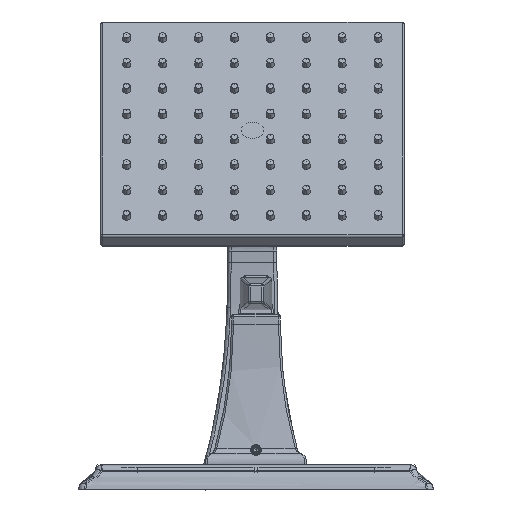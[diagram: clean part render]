
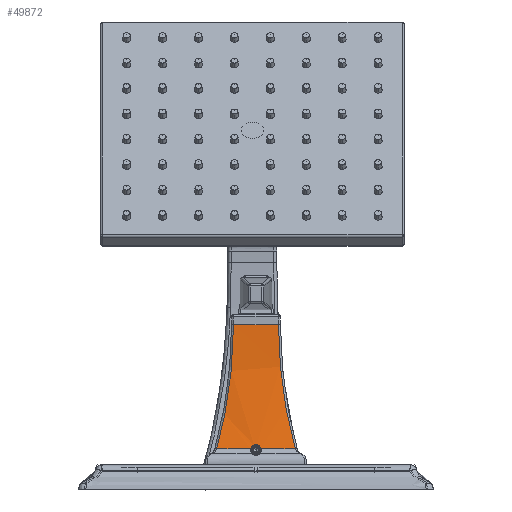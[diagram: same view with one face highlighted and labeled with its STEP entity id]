
A CAD part, front view. The second image highlights one B-rep face of the part: STEP entity #49872.
In plain terms, the highlighted cylindrical face has radius 234.424 mm (diameter 468.849 mm), a partial arc.
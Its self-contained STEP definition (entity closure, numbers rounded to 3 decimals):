
#46643=DIRECTION('',(0.,0.,-1.));
#46644=VECTOR('',#46643,16.979);
#46645=CARTESIAN_POINT('',(20.647,8.,19.683));
#46646=LINE('',#46645,#46644);
#46660=CARTESIAN_POINT('',(12.25,70.18,
-11.25));
#46661=CARTESIAN_POINT('',(12.25,64.874,
-11.25));
#46662=CARTESIAN_POINT('',(12.611,54.262,-11.613));
#46663=CARTESIAN_POINT('',(14.223,38.49,
-13.231));
#46664=CARTESIAN_POINT('',(16.87,23.001,
-15.889));
#46665=CARTESIAN_POINT('',(19.287,12.944,
-18.317));
#46666=CARTESIAN_POINT('',(20.647,8.,
-19.683));
#46668=CARTESIAN_POINT('',(20.647,8.,
-2.704));
#46669=CARTESIAN_POINT('',(20.637,8.036,
-2.698));
#46670=CARTESIAN_POINT('',(20.617,8.107,
-2.683));
#46671=CARTESIAN_POINT('',(20.588,8.213,
-2.657));
#46672=CARTESIAN_POINT('',(20.569,8.282,
-2.637));
#46673=CARTESIAN_POINT('',(20.56,8.317,
-2.626));
#46675=CARTESIAN_POINT('',(20.56,8.317,
-2.626));
#46676=CARTESIAN_POINT('',(20.509,8.504,
-2.514));
#46677=CARTESIAN_POINT('',(20.415,8.848,
-2.258));
#46678=CARTESIAN_POINT('',(20.299,9.279,
-1.778));
#46679=CARTESIAN_POINT('',(20.212,9.601,
-1.221));
#46680=CARTESIAN_POINT('',(20.16,9.796,
-0.618));
#46681=CARTESIAN_POINT('',(20.149,9.839,
-0.208));
#46682=CARTESIAN_POINT('',(20.149,9.839,0.));
#46684=CARTESIAN_POINT('',(20.149,9.839,0.));
#46685=CARTESIAN_POINT('',(20.149,9.839,
0.21));
#46686=CARTESIAN_POINT('',(20.161,9.795,
0.621));
#46687=CARTESIAN_POINT('',(20.212,9.602,1.219));
#46688=CARTESIAN_POINT('',(20.299,9.278,1.78));
#46689=CARTESIAN_POINT('',(20.415,8.847,2.259));
#46690=CARTESIAN_POINT('',(20.509,8.504,2.514));
#46691=CARTESIAN_POINT('',(20.56,8.317,2.626));
#46693=CARTESIAN_POINT('',(20.56,8.317,2.626));
#46694=CARTESIAN_POINT('',(20.569,8.282,2.637));
#46695=CARTESIAN_POINT('',(20.588,8.213,2.657));
#46696=CARTESIAN_POINT('',(20.617,8.107,2.683));
#46697=CARTESIAN_POINT('',(20.637,8.036,2.698));
#46698=CARTESIAN_POINT('',(20.647,8.,2.704));
#46700=CARTESIAN_POINT('',(20.647,8.,19.683));
#46701=CARTESIAN_POINT('',(20.559,8.321,19.593));
#46702=CARTESIAN_POINT('',(20.346,9.101,19.38));
#46703=CARTESIAN_POINT('',(19.968,10.511,19.));
#46704=CARTESIAN_POINT('',(19.407,12.688,18.437));
#46705=CARTESIAN_POINT('',(19.113,13.867,18.143));
#46706=CARTESIAN_POINT('',(18.698,15.563,17.727));
#46707=CARTESIAN_POINT('',(18.26,17.425,17.286));
#46708=CARTESIAN_POINT('',(17.773,19.579,16.796));
#46709=CARTESIAN_POINT('',(17.303,21.753,16.325));
#46710=CARTESIAN_POINT('',(16.795,24.218,15.815));
#46711=CARTESIAN_POINT('',(16.265,26.946,15.282));
#46712=CARTESIAN_POINT('',(15.72,29.951,14.734));
#46713=CARTESIAN_POINT('',(15.162,33.301,14.174));
#46714=CARTESIAN_POINT('',(14.644,36.67,13.654));
#46715=CARTESIAN_POINT('',(13.976,41.634,12.983));
#46716=CARTESIAN_POINT('',(13.458,46.287,12.463));
#46717=CARTESIAN_POINT('',(13.048,50.636,12.052));
#46718=CARTESIAN_POINT('',(12.667,55.932,11.669));
#46719=CARTESIAN_POINT('',(12.46,60.004,11.461));
#46720=CARTESIAN_POINT('',(12.312,64.273,11.312));
#46721=CARTESIAN_POINT('',(12.254,67.948,11.256));
#46722=CARTESIAN_POINT('',(12.25,69.552,11.246));
#46723=CARTESIAN_POINT('',(12.25,70.18,11.25));
#46725=DIRECTION('',(0.,0.,-1.));
#46726=VECTOR('',#46725,22.5);
#46727=CARTESIAN_POINT('',(12.25,70.18,11.25));
#46728=LINE('',#46727,#46726);
#46756=CARTESIAN_POINT('',(20.647,8.,
-19.683));
#46775=CARTESIAN_POINT('',(20.647,8.,
-2.704));
#46777=DIRECTION('',(0.,0.,-1.));
#46778=VECTOR('',#46777,16.979);
#46779=CARTESIAN_POINT('',(20.647,8.,
-2.704));
#46780=LINE('',#46779,#46778);
#48723=CARTESIAN_POINT('',(12.25,70.18,11.25));
#48724=VERTEX_POINT('',#48723);
#48725=VERTEX_POINT('',#46700);
#48734=CARTESIAN_POINT('',(12.25,70.18,
-11.25));
#48735=VERTEX_POINT('',#48734);
#48766=VERTEX_POINT('',#46756);
#48770=VERTEX_POINT('',#46775);
#48771=CARTESIAN_POINT('',(20.647,8.,2.704));
#48772=VERTEX_POINT('',#48771);
#48774=VERTEX_POINT('',#46673);
#48775=VERTEX_POINT('',#46682);
#48776=VERTEX_POINT('',#46691);
#49850=CARTESIAN_POINT('',(246.674,70.18,
-14.217));
#49851=DIRECTION('',(0.,0.,1.));
#49852=DIRECTION('',(-1.,0.,0.));
#49853=AXIS2_PLACEMENT_3D('',#49850,#49851,#49852);
#49854=CYLINDRICAL_SURFACE('',#49853,234.424);
#49856=ORIENTED_EDGE('',*,*,#49855,.T.);
#49858=ORIENTED_EDGE('',*,*,#49857,.F.);
#49860=ORIENTED_EDGE('',*,*,#49859,.T.);
#49862=ORIENTED_EDGE('',*,*,#49861,.T.);
#49864=ORIENTED_EDGE('',*,*,#49863,.T.);
#49866=ORIENTED_EDGE('',*,*,#49865,.T.);
#49867=ORIENTED_EDGE('',*,*,#49841,.F.);
#49868=ORIENTED_EDGE('',*,*,#49371,.T.);
#49869=ORIENTED_EDGE('',*,*,#49430,.T.);
#49870=EDGE_LOOP('',(#49856,#49858,#49860,#49862,#49864,#49866,#49867,#49868,
#49869));
#49871=FACE_OUTER_BOUND('',#49870,.F.);
#49872=ADVANCED_FACE('',(#49871),#49854,.F.);
#46667=B_SPLINE_CURVE_WITH_KNOTS('',3,(#46660,#46661,#46662,#46663,#46664,
#46665,#46666),.UNSPECIFIED.,.F.,.F.,(4,1,1,1,4),(0.,0.25,0.5,0.75,
1.),.UNSPECIFIED.);
#46674=B_SPLINE_CURVE_WITH_KNOTS('',3,(#46668,#46669,#46670,#46671,#46672,
#46673),.UNSPECIFIED.,.F.,.F.,(4,1,1,4),(0.,0.333,
0.667,1.),.UNSPECIFIED.);
#46683=B_SPLINE_CURVE_WITH_KNOTS('',3,(#46675,#46676,#46677,#46678,#46679,
#46680,#46681,#46682),.UNSPECIFIED.,.F.,.F.,(4,1,1,1,1,4),(0.,0.2,0.4,
0.6,0.8,1.),.UNSPECIFIED.);
#46692=B_SPLINE_CURVE_WITH_KNOTS('',3,(#46684,#46685,#46686,#46687,#46688,
#46689,#46690,#46691),.UNSPECIFIED.,.F.,.F.,(4,1,1,1,1,4),(0.,0.2,0.4,
0.6,0.8,1.),.UNSPECIFIED.);
#46699=B_SPLINE_CURVE_WITH_KNOTS('',3,(#46693,#46694,#46695,#46696,#46697,
#46698),.UNSPECIFIED.,.F.,.F.,(4,1,1,4),(0.,0.333,
0.667,1.),.UNSPECIFIED.);
#46724=B_SPLINE_CURVE_WITH_KNOTS('',3,(#46700,#46701,#46702,#46703,#46704,
#46705,#46706,#46707,#46708,#46709,#46710,#46711,#46712,#46713,#46714,#46715,
#46716,#46717,#46718,#46719,#46720,#46721,#46722,#46723),.UNSPECIFIED.,.F.,.F.,(
4,1,1,1,1,1,1,1,1,1,1,1,1,1,1,1,1,1,1,1,1,4),(0.,0.048,
0.095,0.143,0.19,0.238,
0.286,0.333,0.381,0.429,
0.476,0.524,0.571,0.619,
0.667,0.714,0.762,0.81,
0.857,0.905,0.952,1.),.UNSPECIFIED.);
#49371=EDGE_CURVE('',#48725,#48724,#46724,.T.);
#49430=EDGE_CURVE('',#48724,#48735,#46728,.T.);
#49841=EDGE_CURVE('',#48725,#48772,#46646,.T.);
#49855=EDGE_CURVE('',#48735,#48766,#46667,.T.);
#49857=EDGE_CURVE('',#48770,#48766,#46780,.T.);
#49859=EDGE_CURVE('',#48770,#48774,#46674,.T.);
#49861=EDGE_CURVE('',#48774,#48775,#46683,.T.);
#49863=EDGE_CURVE('',#48775,#48776,#46692,.T.);
#49865=EDGE_CURVE('',#48776,#48772,#46699,.T.);
